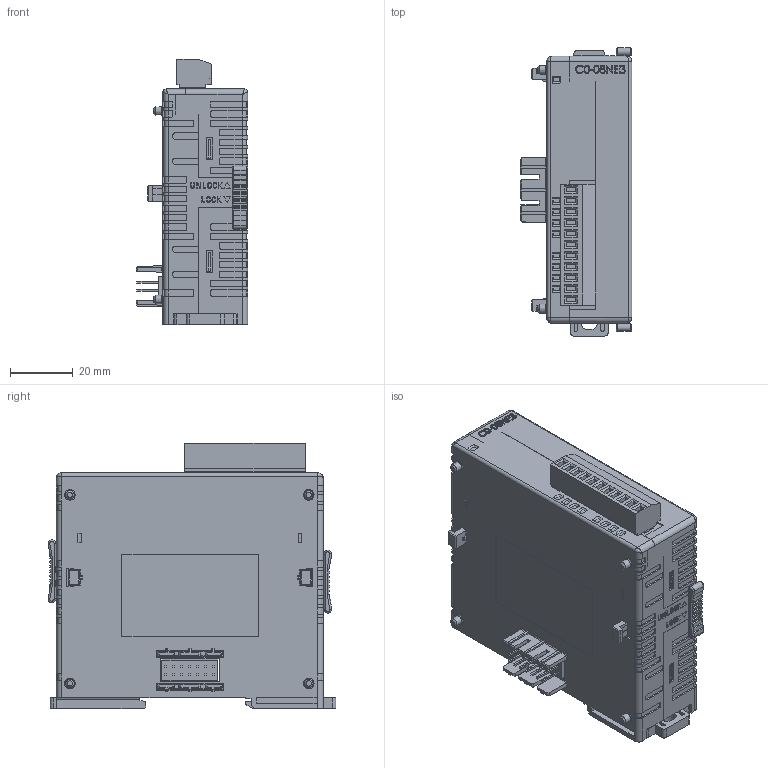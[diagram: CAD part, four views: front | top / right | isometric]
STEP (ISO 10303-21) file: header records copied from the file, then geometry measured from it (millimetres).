
FILE_DESCRIPTION (( 'STEP AP214' ), '1' );
FILE_NAME ('C0-08NE3.STEP', '2011-09-19T11:41:33', ( '.adc' ), ( '' ), 'SwSTEP 2.0', 'SolidWorks 2011', '' );
FILE_SCHEMA (( 'AUTOMOTIVE_DESIGN' ));
Length unit declared in the file: millimetre
Products named in the file (1): C0-08NE3
Bounding box: 35.55 x 91.6 x 84.4 mm (x, y, z)
Volume: 162507.7 mm3; surface area: 31790.6 mm2
Topology: 1 solids, 14 shells, 3733 faces, 10393 edges, 6843 vertices
Faces by surface type: plane 2680, cylinder 927, bspline 62, cone 48, torus 12, sphere 4
Full cylindrical faces by diameter (mm): 1 x11, 1.9 x1, 2 x2, 2.8 x11, 3.2 x4
Entity records: 162004 total; most frequent: CARTESIAN_POINT 25232, ORIENTED_EDGE 20640, DIRECTION 19397, EDGE_CURVE 10320, LINE 8247, VECTOR 8247, VERTEX_POINT 6822, AXIS2_PLACEMENT_3D 5575
